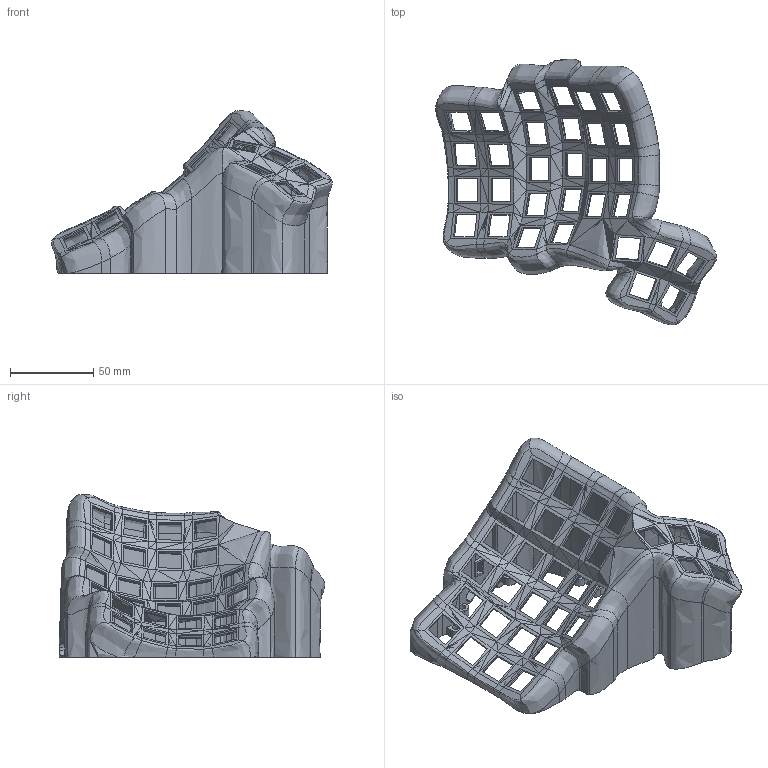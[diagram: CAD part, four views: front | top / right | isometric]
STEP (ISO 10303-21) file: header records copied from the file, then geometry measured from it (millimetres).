
FILE_DESCRIPTION(/* description */ (''),/* implementation_level */ '2;1');
FILE_NAME(/* name */ 'blue_claw_highTenting_5x6left_switch.step',/* time_stamp */ '2024-08-20T11:34:18+02:00',/* author */ (''),/* organization */ (''),/* preprocessor_version */ 'ST-DEVELOPER v20',/* originating_system */ 'Autodesk Translation Framework v13.14.0.145',/* authorisation */ '');
FILE_SCHEMA (('AUTOMOTIVE_DESIGN { 1 0 10303 214 3 1 1 }'));
Length unit declared in the file: millimetre
Products named in the file (6): blue_claw_highTenting_5x6left; blue_claw_highTenting_5x6left_1; Walls; Web; Switch Holders; Screw Attachments
Assembly tree (5 placements, depth 3):
  blue_claw_highTenting_5x6left
    blue_claw_highTenting_5x6left_1
      Walls
      Web
      Switch Holders
      Screw Attachments
Bounding box: 168.99 x 160.08 x 98.11 mm (x, y, z)
Volume: 149956 mm3; surface area: 103965.3 mm2
Topology: 42 solids, 42 shells, 1260 faces, 2694 edges, 1472 vertices
Faces by surface type: plane 925, bspline 312, cylinder 14, cone 9
Full cylindrical faces by diameter (mm): 4.3 x9, 6.4 x1
Entity records: 38442 total; most frequent: CARTESIAN_POINT 13618, ORIENTED_EDGE 5290, DIRECTION 4120, EDGE_CURVE 2645, LINE 2126, VECTOR 2126, VERTEX_POINT 1472, EDGE_LOOP 1375
